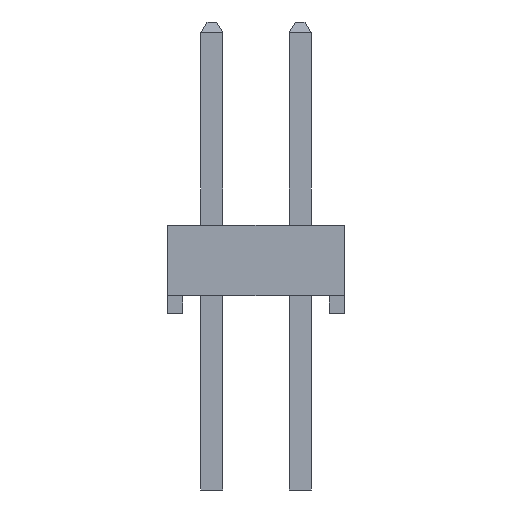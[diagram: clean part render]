
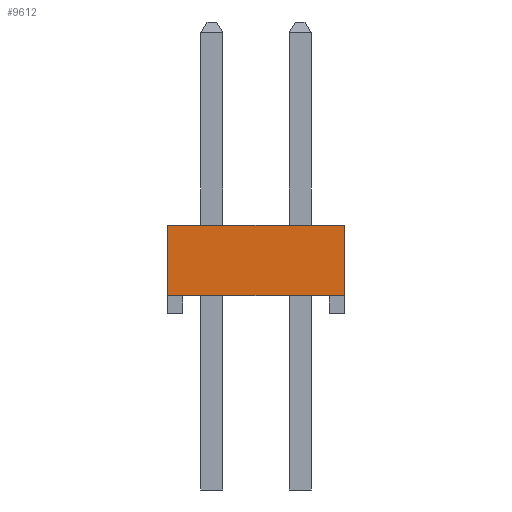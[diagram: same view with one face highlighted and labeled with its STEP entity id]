
A CAD part, left-side view. The second image highlights one B-rep face of the part: STEP entity #9612.
In plain terms, the highlighted planar face has unit normal (-1, 0, 0).
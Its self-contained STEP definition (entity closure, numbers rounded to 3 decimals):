
#164=FACE_OUTER_BOUND('',#776,.T.);
#776=EDGE_LOOP('',(#6349,#6350,#6351,#6352));
#1401=LINE('',#13522,#2749);
#1413=LINE('',#13547,#2761);
#1414=LINE('',#13548,#2762);
#1415=LINE('',#13549,#2763);
#2749=VECTOR('',#10942,5.08);
#2761=VECTOR('',#10956,5.08);
#2762=VECTOR('',#10957,2.032);
#2763=VECTOR('',#10958,2.032);
#4089=VERTEX_POINT('',#13519);
#4090=VERTEX_POINT('',#13521);
#4101=VERTEX_POINT('',#13545);
#4102=VERTEX_POINT('',#13546);
#4969=EDGE_CURVE('',#4089,#4090,#1401,.T.);
#4981=EDGE_CURVE('',#4101,#4102,#1413,.T.);
#4982=EDGE_CURVE('',#4090,#4102,#1414,.T.);
#4983=EDGE_CURVE('',#4101,#4089,#1415,.T.);
#6349=ORIENTED_EDGE('',*,*,#4981,.T.);
#6350=ORIENTED_EDGE('',*,*,#4982,.F.);
#6351=ORIENTED_EDGE('',*,*,#4969,.F.);
#6352=ORIENTED_EDGE('',*,*,#4983,.F.);
#9000=PLANE('',#10293);
#9612=ADVANCED_FACE('',(#164),#9000,.F.);
#10293=AXIS2_PLACEMENT_3D('',#13544,#10954,#10955);
#10942=DIRECTION('',(0.,1.,0.));
#10954=DIRECTION('center_axis',(1.,0.,0.));
#10955=DIRECTION('ref_axis',(0.,1.,0.));
#10956=DIRECTION('',(0.,1.,0.));
#10957=DIRECTION('',(0.,0.,1.));
#10958=DIRECTION('',(0.,0.,-1.));
#13519=CARTESIAN_POINT('',(-12.7,-2.54,0.254));
#13521=CARTESIAN_POINT('',(-12.7,2.54,0.254));
#13522=CARTESIAN_POINT('',(-12.7,0.,0.254));
#13544=CARTESIAN_POINT('Origin',(-12.7,0.,1.27));
#13545=CARTESIAN_POINT('',(-12.7,-2.54,2.286));
#13546=CARTESIAN_POINT('',(-12.7,2.54,2.286));
#13547=CARTESIAN_POINT('',(-12.7,0.,2.286));
#13548=CARTESIAN_POINT('',(-12.7,2.54,1.27));
#13549=CARTESIAN_POINT('',(-12.7,-2.54,1.27));
